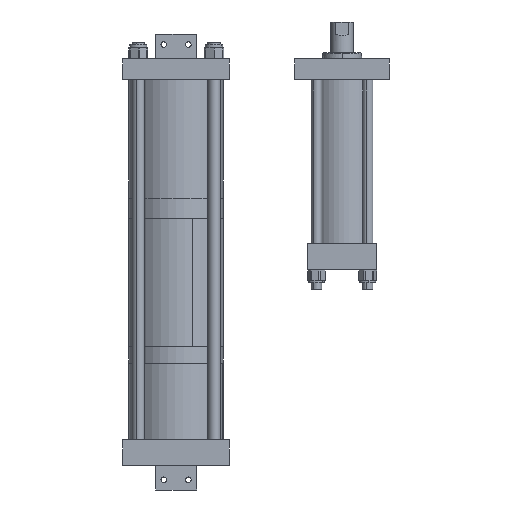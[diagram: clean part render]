
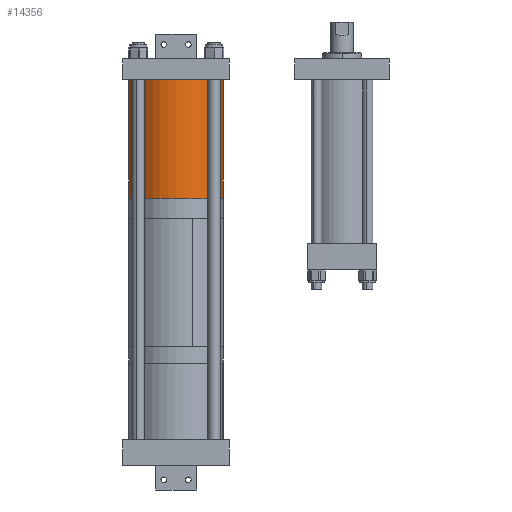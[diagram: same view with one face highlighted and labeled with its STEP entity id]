
A CAD part, front view. The second image highlights one B-rep face of the part: STEP entity #14356.
In plain terms, the highlighted cylindrical face has radius 73.025 mm (diameter 146.05 mm), a partial arc.
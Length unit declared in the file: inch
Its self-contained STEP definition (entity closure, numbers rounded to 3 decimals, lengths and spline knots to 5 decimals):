
#248 = DIRECTION ( 'NONE',  ( -1., 0., 0. ) ) ;
#1929 = VERTEX_POINT ( 'NONE', #11721 ) ;
#2539 = LINE ( 'NONE', #5121, #9380 ) ;
#2599 = DIRECTION ( 'NONE',  ( 1., 0., 0. ) ) ;
#2955 = ORIENTED_EDGE ( 'NONE', *, *, #6954, .F. ) ;
#3108 = AXIS2_PLACEMENT_3D ( 'NONE', #7504, #6232, #9975 ) ;
#3153 = EDGE_CURVE ( 'NONE', #8620, #1929, #7129, .T. ) ;
#3316 = VERTEX_POINT ( 'NONE', #12102 ) ;
#3828 = CARTESIAN_POINT ( 'NONE',  ( 0., 0., 0. ) ) ;
#4081 = VECTOR ( 'NONE', #14325, 39.37008 ) ;
#4644 = AXIS2_PLACEMENT_3D ( 'NONE', #7872, #13027, #248 ) ;
#5056 = CYLINDRICAL_SURFACE ( 'NONE', #4644, 2.875 ) ;
#5121 = CARTESIAN_POINT ( 'NONE',  ( -2.875, 0., 7.242 ) ) ;
#5962 = CARTESIAN_POINT ( 'NONE',  ( -2.875, 0., 0. ) ) ;
#6232 = DIRECTION ( 'NONE',  ( 0., 0., 1. ) ) ;
#6544 = ORIENTED_EDGE ( 'NONE', *, *, #13033, .T. ) ;
#6874 = VERTEX_POINT ( 'NONE', #5962 ) ;
#6954 = EDGE_CURVE ( 'NONE', #3316, #8620, #8218, .T. ) ;
#7129 = LINE ( 'NONE', #7700, #4081 ) ;
#7504 = CARTESIAN_POINT ( 'NONE',  ( 0., 0., 7.242 ) ) ;
#7663 = DIRECTION ( 'NONE',  ( 0., 0., 1. ) ) ;
#7700 = CARTESIAN_POINT ( 'NONE',  ( 2.875, 0., 7.242 ) ) ;
#7872 = CARTESIAN_POINT ( 'NONE',  ( 0., 0., 7.242 ) ) ;
#8218 = CIRCLE ( 'NONE', #3108, 2.875 ) ;
#8620 = VERTEX_POINT ( 'NONE', #11382 ) ;
#8980 = EDGE_CURVE ( 'NONE', #3316, #6874, #2539, .T. ) ;
#9380 = VECTOR ( 'NONE', #11622, 39.37008 ) ;
#9975 = DIRECTION ( 'NONE',  ( 1., 0., 0. ) ) ;
#10307 = CIRCLE ( 'NONE', #13519, 2.875 ) ;
#10819 = ORIENTED_EDGE ( 'NONE', *, *, #3153, .F. ) ;
#11101 = FACE_OUTER_BOUND ( 'NONE', #14769, .T. ) ;
#11382 = CARTESIAN_POINT ( 'NONE',  ( 2.875, 0., 7.242 ) ) ;
#11622 = DIRECTION ( 'NONE',  ( 0., 0., -1. ) ) ;
#11721 = CARTESIAN_POINT ( 'NONE',  ( 2.875, 0., 0. ) ) ;
#12102 = CARTESIAN_POINT ( 'NONE',  ( -2.875, 0., 7.242 ) ) ;
#13027 = DIRECTION ( 'NONE',  ( 0., 0., -1. ) ) ;
#13033 = EDGE_CURVE ( 'NONE', #6874, #1929, #10307, .T. ) ;
#13362 = ORIENTED_EDGE ( 'NONE', *, *, #8980, .T. ) ;
#13519 = AXIS2_PLACEMENT_3D ( 'NONE', #3828, #7663, #2599 ) ;
#14325 = DIRECTION ( 'NONE',  ( 0., 0., -1. ) ) ;
#14356 = ADVANCED_FACE ( 'NONE', ( #11101 ), #5056, .T. ) ;
#14769 = EDGE_LOOP ( 'NONE', ( #10819, #2955, #13362, #6544 ) ) ;
